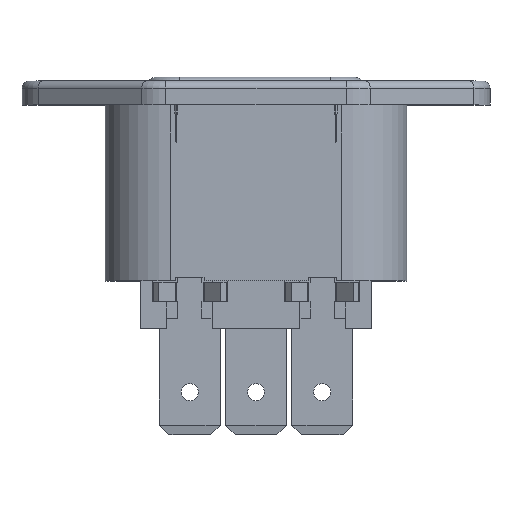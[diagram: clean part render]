
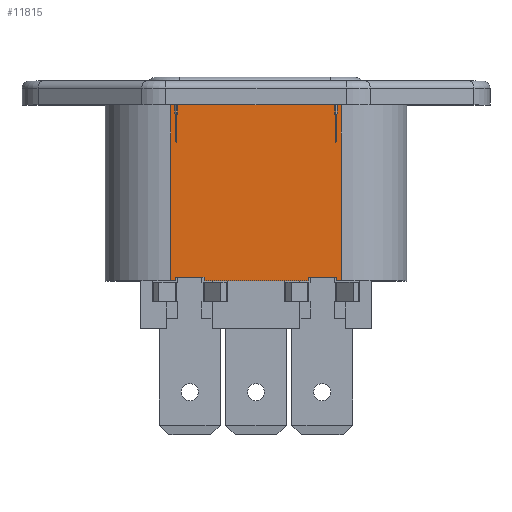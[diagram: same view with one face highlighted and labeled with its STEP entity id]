
A CAD part, top view. The second image highlights one B-rep face of the part: STEP entity #11815.
In plain terms, the highlighted planar face has unit normal (0, 0, 1).
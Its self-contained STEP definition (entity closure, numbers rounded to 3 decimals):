
#54 = ORIENTED_EDGE ( 'NONE', *, *, #6892, .T. ) ;
#92 = VECTOR ( 'NONE', #12599, 1000. ) ;
#269 = VERTEX_POINT ( 'NONE', #8971 ) ;
#558 = DIRECTION ( 'NONE',  ( 1., 0., 0. ) ) ;
#612 = DIRECTION ( 'NONE',  ( -0.035, 0.999, 0. ) ) ;
#779 = CARTESIAN_POINT ( 'NONE',  ( -8.46, -4., 12.19 ) ) ;
#883 = VERTEX_POINT ( 'NONE', #5122 ) ;
#1024 = VECTOR ( 'NONE', #13720, 1000. ) ;
#1121 = CARTESIAN_POINT ( 'NONE',  ( 8.6, 0., 12.19 ) ) ;
#1125 = DIRECTION ( 'NONE',  ( 1., 0., 0. ) ) ;
#1185 = EDGE_CURVE ( 'NONE', #4848, #12979, #6616, .T. ) ;
#1676 = ORIENTED_EDGE ( 'NONE', *, *, #8507, .F. ) ;
#1773 = CARTESIAN_POINT ( 'NONE',  ( -8.5, -18.61, 12.19 ) ) ;
#1910 = VERTEX_POINT ( 'NONE', #1121 ) ;
#1936 = EDGE_CURVE ( 'NONE', #2582, #3773, #14512, .T. ) ;
#2007 = VECTOR ( 'NONE', #2356, 1000. ) ;
#2092 = VERTEX_POINT ( 'NONE', #12707 ) ;
#2166 = DIRECTION ( 'NONE',  ( 0., 1., 0. ) ) ;
#2199 = ORIENTED_EDGE ( 'NONE', *, *, #4692, .F. ) ;
#2236 = ORIENTED_EDGE ( 'NONE', *, *, #13730, .T. ) ;
#2251 = DIRECTION ( 'NONE',  ( 1., 0., 0. ) ) ;
#2255 = PLANE ( 'NONE',  #5819 ) ;
#2304 = ORIENTED_EDGE ( 'NONE', *, *, #13768, .F. ) ;
#2337 = CARTESIAN_POINT ( 'NONE',  ( -8.5, -18.23, 12.19 ) ) ;
#2356 = DIRECTION ( 'NONE',  ( -1., 0., 0. ) ) ;
#2582 = VERTEX_POINT ( 'NONE', #7648 ) ;
#2625 = CARTESIAN_POINT ( 'NONE',  ( 8.5, -18.61, 12.19 ) ) ;
#2659 = VERTEX_POINT ( 'NONE', #4505 ) ;
#2792 = VERTEX_POINT ( 'NONE', #11760 ) ;
#2867 = VECTOR ( 'NONE', #14523, 1000. ) ;
#2937 = VERTEX_POINT ( 'NONE', #13027 ) ;
#2951 = ORIENTED_EDGE ( 'NONE', *, *, #9703, .F. ) ;
#2957 = EDGE_CURVE ( 'NONE', #13116, #5517, #13172, .T. ) ;
#3104 = DIRECTION ( 'NONE',  ( 1., 0., 0. ) ) ;
#3113 = VECTOR ( 'NONE', #6915, 1000. ) ;
#3282 = CARTESIAN_POINT ( 'NONE',  ( 9.04, -18.61, 12.19 ) ) ;
#3656 = ORIENTED_EDGE ( 'NONE', *, *, #11943, .F. ) ;
#3755 = CARTESIAN_POINT ( 'NONE',  ( -5.5, -18.61, 12.19 ) ) ;
#3773 = VERTEX_POINT ( 'NONE', #1773 ) ;
#3779 = VECTOR ( 'NONE', #2251, 1000. ) ;
#4166 = LINE ( 'NONE', #6484, #10515 ) ;
#4218 = LINE ( 'NONE', #9762, #5778 ) ;
#4505 = CARTESIAN_POINT ( 'NONE',  ( 9.04, 0., 12.19 ) ) ;
#4581 = ORIENTED_EDGE ( 'NONE', *, *, #8538, .F. ) ;
#4677 = LINE ( 'NONE', #9176, #13455 ) ;
#4692 = EDGE_CURVE ( 'NONE', #13116, #1910, #7836, .T. ) ;
#4783 = ORIENTED_EDGE ( 'NONE', *, *, #1185, .F. ) ;
#4848 = VERTEX_POINT ( 'NONE', #8781 ) ;
#4895 = LINE ( 'NONE', #11559, #92 ) ;
#5010 = EDGE_CURVE ( 'NONE', #7950, #2792, #9009, .T. ) ;
#5024 = VECTOR ( 'NONE', #7363, 1000. ) ;
#5122 = CARTESIAN_POINT ( 'NONE',  ( -8.46, -4., 12.19 ) ) ;
#5125 = LINE ( 'NONE', #5194, #5024 ) ;
#5133 = VERTEX_POINT ( 'NONE', #9374 ) ;
#5147 = ORIENTED_EDGE ( 'NONE', *, *, #6036, .F. ) ;
#5194 = CARTESIAN_POINT ( 'NONE',  ( -5.5, -18.61, 12.19 ) ) ;
#5376 = EDGE_CURVE ( 'NONE', #2092, #7950, #5543, .T. ) ;
#5456 = FACE_OUTER_BOUND ( 'NONE', #11123, .T. ) ;
#5517 = VERTEX_POINT ( 'NONE', #8528 ) ;
#5528 = LINE ( 'NONE', #12490, #9199 ) ;
#5543 = LINE ( 'NONE', #5691, #10101 ) ;
#5691 = CARTESIAN_POINT ( 'NONE',  ( 9.04, -18.61, 12.19 ) ) ;
#5767 = EDGE_CURVE ( 'NONE', #269, #2792, #4677, .T. ) ;
#5778 = VECTOR ( 'NONE', #3104, 1000. ) ;
#5819 = AXIS2_PLACEMENT_3D ( 'NONE', #11381, #12202, #1125 ) ;
#5870 = CARTESIAN_POINT ( 'NONE',  ( 5.5, -18.61, 12.19 ) ) ;
#6036 = EDGE_CURVE ( 'NONE', #883, #10628, #7733, .T. ) ;
#6298 = VECTOR ( 'NONE', #14400, 1000. ) ;
#6321 = CARTESIAN_POINT ( 'NONE',  ( -8.32, 0., 12.19 ) ) ;
#6326 = VECTOR ( 'NONE', #11291, 1000. ) ;
#6484 = CARTESIAN_POINT ( 'NONE',  ( 5.5, -18.61, 12.19 ) ) ;
#6561 = DIRECTION ( 'NONE',  ( 0., 1., 0. ) ) ;
#6616 = LINE ( 'NONE', #13654, #3113 ) ;
#6892 = EDGE_CURVE ( 'NONE', #3773, #12979, #5528, .T. ) ;
#6915 = DIRECTION ( 'NONE',  ( -1., 0., 0. ) ) ;
#6940 = EDGE_CURVE ( 'NONE', #2092, #2659, #9262, .T. ) ;
#7170 = LINE ( 'NONE', #12710, #12532 ) ;
#7363 = DIRECTION ( 'NONE',  ( 0., 1., 0. ) ) ;
#7582 = EDGE_CURVE ( 'NONE', #883, #2937, #9959, .T. ) ;
#7624 = ORIENTED_EDGE ( 'NONE', *, *, #1936, .T. ) ;
#7648 = CARTESIAN_POINT ( 'NONE',  ( -9.04, -18.61, 12.19 ) ) ;
#7733 = LINE ( 'NONE', #779, #6298 ) ;
#7836 = LINE ( 'NONE', #7915, #9848 ) ;
#7915 = CARTESIAN_POINT ( 'NONE',  ( 8.46, -4., 12.19 ) ) ;
#7950 = VERTEX_POINT ( 'NONE', #2625 ) ;
#8235 = ORIENTED_EDGE ( 'NONE', *, *, #2957, .T. ) ;
#8433 = EDGE_CURVE ( 'NONE', #12550, #269, #4166, .T. ) ;
#8507 = EDGE_CURVE ( 'NONE', #9985, #4848, #5125, .T. ) ;
#8528 = CARTESIAN_POINT ( 'NONE',  ( 8.32, 0., 12.19 ) ) ;
#8538 = EDGE_CURVE ( 'NONE', #10628, #5517, #10811, .T. ) ;
#8781 = CARTESIAN_POINT ( 'NONE',  ( -5.5, -18.23, 12.19 ) ) ;
#8858 = ORIENTED_EDGE ( 'NONE', *, *, #8433, .T. ) ;
#8971 = CARTESIAN_POINT ( 'NONE',  ( 5.5, -18.23, 12.19 ) ) ;
#9009 = LINE ( 'NONE', #13567, #1024 ) ;
#9095 = VECTOR ( 'NONE', #558, 1000. ) ;
#9176 = CARTESIAN_POINT ( 'NONE',  ( 5.5, -18.23, 12.19 ) ) ;
#9199 = VECTOR ( 'NONE', #2166, 1000. ) ;
#9262 = LINE ( 'NONE', #3282, #6326 ) ;
#9374 = CARTESIAN_POINT ( 'NONE',  ( -9.04, 0., 12.19 ) ) ;
#9703 = EDGE_CURVE ( 'NONE', #1910, #2659, #4218, .T. ) ;
#9762 = CARTESIAN_POINT ( 'NONE',  ( 8.6, 0., 12.19 ) ) ;
#9848 = VECTOR ( 'NONE', #11205, 1000. ) ;
#9959 = LINE ( 'NONE', #13403, #2867 ) ;
#9985 = VERTEX_POINT ( 'NONE', #3755 ) ;
#10101 = VECTOR ( 'NONE', #10105, 1000. ) ;
#10105 = DIRECTION ( 'NONE',  ( -1., 0., 0. ) ) ;
#10279 = CARTESIAN_POINT ( 'NONE',  ( 5.5, -18.61, 12.19 ) ) ;
#10323 = ORIENTED_EDGE ( 'NONE', *, *, #5010, .F. ) ;
#10515 = VECTOR ( 'NONE', #6561, 1000. ) ;
#10628 = VERTEX_POINT ( 'NONE', #12196 ) ;
#10811 = LINE ( 'NONE', #6321, #9095 ) ;
#11123 = EDGE_LOOP ( 'NONE', ( #5147, #11385, #2236, #3656, #7624, #54, #4783, #1676, #2304, #8858, #11296, #10323, #12689, #11824, #2951, #2199, #8235, #4581 ) ) ;
#11205 = DIRECTION ( 'NONE',  ( 0.035, 0.999, 0. ) ) ;
#11291 = DIRECTION ( 'NONE',  ( 0., 1., 0. ) ) ;
#11296 = ORIENTED_EDGE ( 'NONE', *, *, #5767, .T. ) ;
#11381 = CARTESIAN_POINT ( 'NONE',  ( -9.04, -18.61, 12.19 ) ) ;
#11385 = ORIENTED_EDGE ( 'NONE', *, *, #7582, .T. ) ;
#11559 = CARTESIAN_POINT ( 'NONE',  ( -8.6, 0., 12.19 ) ) ;
#11693 = VECTOR ( 'NONE', #612, 1000. ) ;
#11741 = DIRECTION ( 'NONE',  ( 0., 1., 0. ) ) ;
#11760 = CARTESIAN_POINT ( 'NONE',  ( 8.5, -18.23, 12.19 ) ) ;
#11815 = ADVANCED_FACE ( 'NONE', ( #5456 ), #2255, .T. ) ;
#11824 = ORIENTED_EDGE ( 'NONE', *, *, #6940, .T. ) ;
#11899 = CARTESIAN_POINT ( 'NONE',  ( 8.46, -4., 12.19 ) ) ;
#11943 = EDGE_CURVE ( 'NONE', #2582, #5133, #7170, .T. ) ;
#12196 = CARTESIAN_POINT ( 'NONE',  ( -8.32, 0., 12.19 ) ) ;
#12202 = DIRECTION ( 'NONE',  ( 0., 0., 1. ) ) ;
#12490 = CARTESIAN_POINT ( 'NONE',  ( -8.5, -18.61, 12.19 ) ) ;
#12532 = VECTOR ( 'NONE', #11741, 1000. ) ;
#12550 = VERTEX_POINT ( 'NONE', #10279 ) ;
#12599 = DIRECTION ( 'NONE',  ( -1., 0., 0. ) ) ;
#12689 = ORIENTED_EDGE ( 'NONE', *, *, #5376, .F. ) ;
#12707 = CARTESIAN_POINT ( 'NONE',  ( 9.04, -18.61, 12.19 ) ) ;
#12710 = CARTESIAN_POINT ( 'NONE',  ( -9.04, -18.61, 12.19 ) ) ;
#12979 = VERTEX_POINT ( 'NONE', #2337 ) ;
#13027 = CARTESIAN_POINT ( 'NONE',  ( -8.6, 0., 12.19 ) ) ;
#13116 = VERTEX_POINT ( 'NONE', #11899 ) ;
#13172 = LINE ( 'NONE', #14151, #11693 ) ;
#13403 = CARTESIAN_POINT ( 'NONE',  ( -8.46, -4., 12.19 ) ) ;
#13455 = VECTOR ( 'NONE', #13804, 1000. ) ;
#13540 = CARTESIAN_POINT ( 'NONE',  ( -9.04, -18.61, 12.19 ) ) ;
#13567 = CARTESIAN_POINT ( 'NONE',  ( 8.5, -18.61, 12.19 ) ) ;
#13654 = CARTESIAN_POINT ( 'NONE',  ( -5.5, -18.23, 12.19 ) ) ;
#13720 = DIRECTION ( 'NONE',  ( 0., 1., 0. ) ) ;
#13730 = EDGE_CURVE ( 'NONE', #2937, #5133, #4895, .T. ) ;
#13768 = EDGE_CURVE ( 'NONE', #12550, #9985, #14022, .T. ) ;
#13804 = DIRECTION ( 'NONE',  ( 1., 0., 0. ) ) ;
#14022 = LINE ( 'NONE', #5870, #2007 ) ;
#14151 = CARTESIAN_POINT ( 'NONE',  ( 8.46, -4., 12.19 ) ) ;
#14400 = DIRECTION ( 'NONE',  ( 0.035, 0.999, 0. ) ) ;
#14512 = LINE ( 'NONE', #13540, #3779 ) ;
#14523 = DIRECTION ( 'NONE',  ( -0.035, 0.999, 0. ) ) ;
